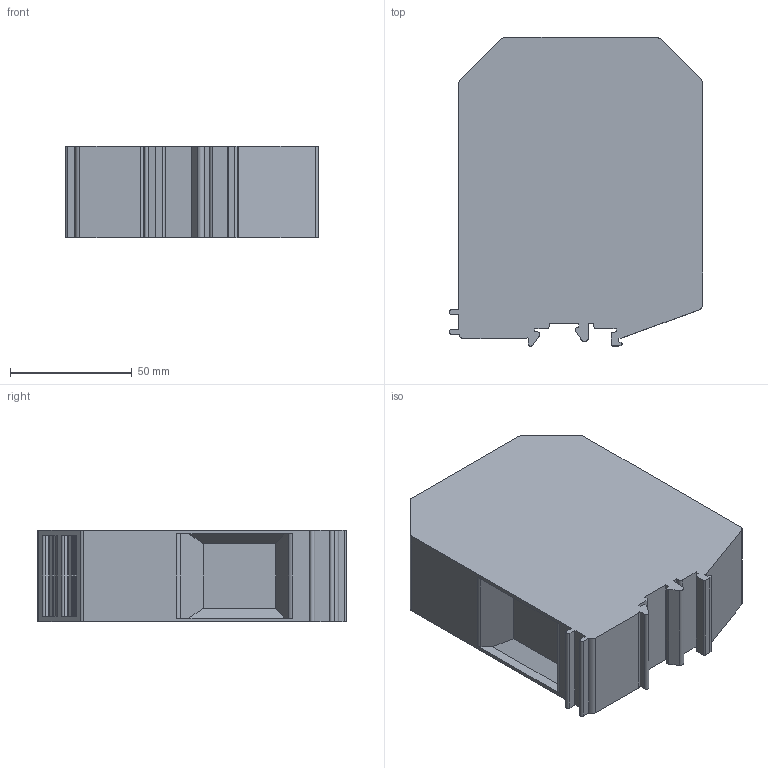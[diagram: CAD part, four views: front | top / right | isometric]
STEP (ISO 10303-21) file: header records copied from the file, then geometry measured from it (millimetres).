
FILE_DESCRIPTION((''),'2;1');
FILE_NAME('USK-240','2023-10-11T',('dell'),(''),'PRO/ENGINEER BY PARAMETRIC TECHNOLOGY CORPORATION, 2013230','PRO/ENGINEER BY PARAMETRIC TECHNOLOGY CORPORATION, 2013230','');
FILE_SCHEMA(('AUTOMOTIVE_DESIGN { 1 0 10303 214 1 1 1 1 }'));
Length unit declared in the file: millimetre
Products named in the file (1): USK-240
Bounding box: 103.9 x 126.7 x 37.6 mm (x, y, z)
Volume: 412129.6 mm3; surface area: 44833.3 mm2
Topology: 1 solids, 1 shells, 154 faces, 432 edges, 288 vertices
Faces by surface type: plane 114, cylinder 40
Entity records: 5008 total; most frequent: CARTESIAN_POINT 876, ORIENTED_EDGE 864, DIRECTION 820, EDGE_CURVE 432, VECTOR 352, LINE 352, VERTEX_POINT 288, AXIS2_PLACEMENT_3D 234
